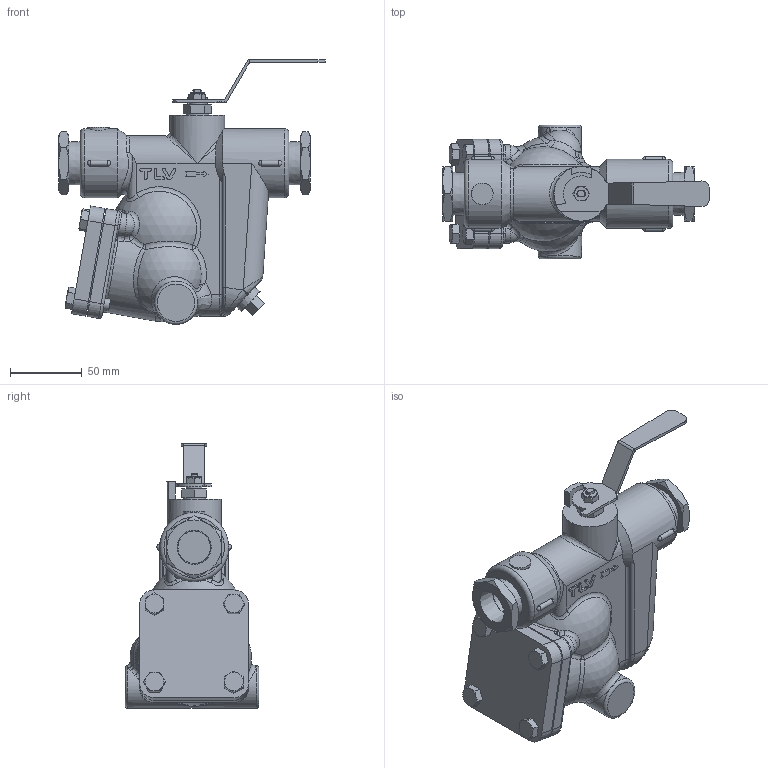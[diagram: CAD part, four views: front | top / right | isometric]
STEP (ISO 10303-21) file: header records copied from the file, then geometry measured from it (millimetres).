
FILE_DESCRIPTION(/* description */ (''),/* implementation_level */ '2;1');
FILE_NAME(/* name */ 'bt3n0-020-screw-00.stp',/* time_stamp */ '2016-04-07T13:23:06+09:00',/* author */ ('nakaot'),/* organization */ (''),/* preprocessor_version */ 'ST-DEVELOPER v15.6',/* originating_system */ 'Autodesk Inventor 2015',/* authorisation */ '');
FILE_SCHEMA (('CONFIG_CONTROL_DESIGN'));
Length unit declared in the file: millimetre
Products named in the file (1): bt3n0-020-screw-00
Bounding box: 185.3 x 93 x 184.03 mm (x, y, z)
Volume: 860521.2 mm3; surface area: 93800.4 mm2
Topology: 1 solids, 5 shells, 455 faces, 1098 edges, 677 vertices
Faces by surface type: plane 165, cylinder 97, bspline 76, cone 68, torus 30, sphere 19
Full cylindrical faces by diameter (mm): 5 x1, 8 x6, 10 x5, 11 x2, 15 x1, 16 x1, 22.631 x2, 28.575 x2, 30 x1, 38 x1, 48 x2, 66.8 x1
Entity records: 15437 total; most frequent: CARTESIAN_POINT 5873, ORIENTED_EDGE 2026, DIRECTION 1863, EDGE_CURVE 1013, AXIS2_PLACEMENT_3D 763, VERTEX_POINT 645, EDGE_LOOP 538, FACE_OUTER_BOUND 454
